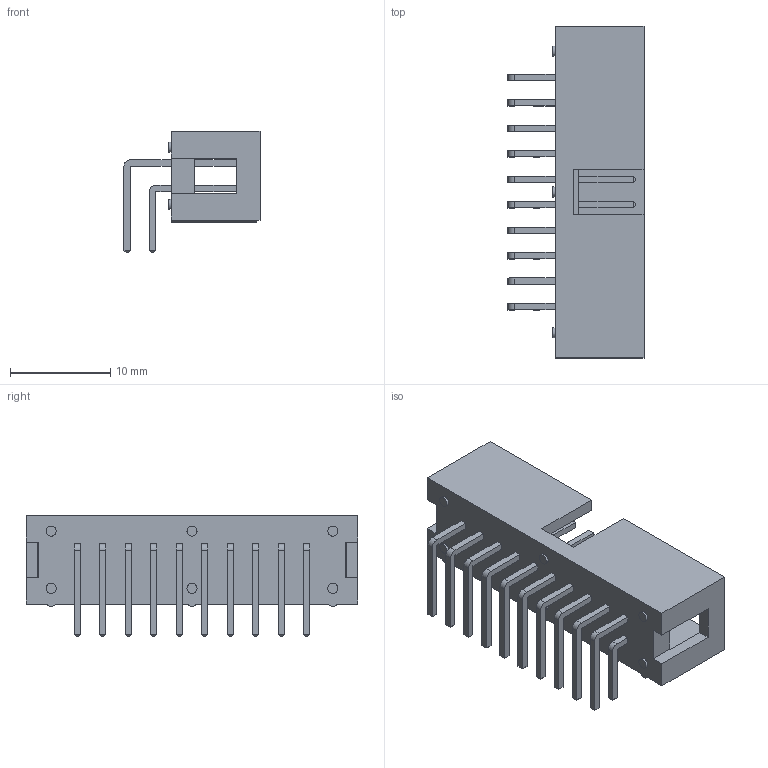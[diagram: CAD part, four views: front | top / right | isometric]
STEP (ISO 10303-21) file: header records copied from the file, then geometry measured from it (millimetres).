
FILE_DESCRIPTION(/* description */ ('model of IDC-Header_2x10_P2.54mm_Horizontal'),/* implementation_level */ '2;1');
FILE_NAME(/* name */ 'IDC-Header_2x10_P2.54mm_Horizontal.step',/* time_stamp */ '2017-12-08T15:29:46',/* author */ ('kicad StepUp','ksu'),/* organization */ ('OCC'),/* preprocessor_version */ '',/* originating_system */ 'kicad StepUp',/* authorisation */ '');
FILE_SCHEMA(('AUTOMOTIVE_DESIGN { 1 0 10303 214 1 1 1 1 }'));
Length unit declared in the file: millimetre
Products named in the file (1): IDC_Header_2x10_P254mm_Horizontal
Bounding box: 13.55 x 33.06 x 12.1 mm (x, y, z)
Volume: 1362.2 mm3; surface area: 2570.3 mm2
Topology: 1 solids, 1 shells, 462 faces, 1100 edges, 682 vertices
Faces by surface type: plane 433, cylinder 29
Full cylindrical faces by diameter (mm): 1 x6
Entity records: 16171 total; most frequent: CARTESIAN_POINT 2245, ORIENTED_EDGE 2200, DIRECTION 2090, EDGE_CURVE 1100, LINE 1036, VECTOR 1036, VERTEX_POINT 682, AXIS2_PLACEMENT_3D 527
